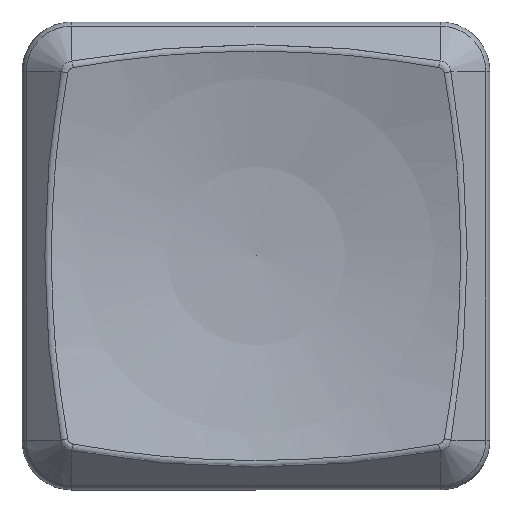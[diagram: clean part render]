
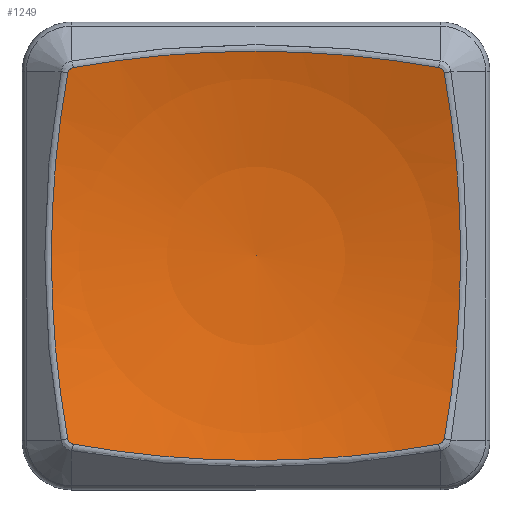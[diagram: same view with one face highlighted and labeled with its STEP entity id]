
A CAD part, top view. The second image highlights one B-rep face of the part: STEP entity #1249.
In plain terms, the highlighted spherical face has radius 30.47 mm.
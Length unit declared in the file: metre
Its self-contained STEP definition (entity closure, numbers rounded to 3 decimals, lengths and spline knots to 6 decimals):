
#24=SPHERICAL_SURFACE('',#1349,0.03047);
#29=B_SPLINE_CURVE_WITH_KNOTS('',3,(#2057,#2058,#2059,#2060),
 .UNSPECIFIED.,.F.,.F.,(4,4),(0.,0.000293),
 .UNSPECIFIED.);
#30=B_SPLINE_CURVE_WITH_KNOTS('',3,(#2064,#2065,#2066,#2067),
 .UNSPECIFIED.,.F.,.F.,(4,4),(0.,0.000293),
 .UNSPECIFIED.);
#31=B_SPLINE_CURVE_WITH_KNOTS('',3,(#2071,#2072,#2073,#2074),
 .UNSPECIFIED.,.F.,.F.,(4,4),(0.,0.000293),
 .UNSPECIFIED.);
#32=B_SPLINE_CURVE_WITH_KNOTS('',3,(#2078,#2079,#2080,#2081),
 .UNSPECIFIED.,.F.,.F.,(4,4),(0.,0.000293),
 .UNSPECIFIED.);
#61=CIRCLE('',#1350,0.026034);
#62=CIRCLE('',#1351,0.026034);
#63=CIRCLE('',#1352,0.026034);
#64=CIRCLE('',#1353,0.026034);
#369=ORIENTED_EDGE('',*,*,#597,.T.);
#370=ORIENTED_EDGE('',*,*,#598,.T.);
#371=ORIENTED_EDGE('',*,*,#599,.T.);
#372=ORIENTED_EDGE('',*,*,#600,.T.);
#373=ORIENTED_EDGE('',*,*,#601,.T.);
#374=ORIENTED_EDGE('',*,*,#602,.T.);
#375=ORIENTED_EDGE('',*,*,#603,.T.);
#376=ORIENTED_EDGE('',*,*,#604,.T.);
#597=EDGE_CURVE('',#725,#726,#61,.T.);
#598=EDGE_CURVE('',#726,#727,#29,.T.);
#599=EDGE_CURVE('',#727,#728,#62,.T.);
#600=EDGE_CURVE('',#728,#729,#30,.T.);
#601=EDGE_CURVE('',#729,#730,#63,.T.);
#602=EDGE_CURVE('',#730,#731,#31,.T.);
#603=EDGE_CURVE('',#731,#732,#64,.T.);
#604=EDGE_CURVE('',#732,#725,#32,.T.);
#725=VERTEX_POINT('',#2055);
#726=VERTEX_POINT('',#2056);
#727=VERTEX_POINT('',#2061);
#728=VERTEX_POINT('',#2063);
#729=VERTEX_POINT('',#2068);
#730=VERTEX_POINT('',#2070);
#731=VERTEX_POINT('',#2075);
#732=VERTEX_POINT('',#2077);
#1060=EDGE_LOOP('',(#369,#370,#371,#372,#373,#374,#375,#376));
#1132=FACE_BOUND('',#1060,.T.);
#1249=ADVANCED_FACE('',(#1132),#24,.F.);
#1349=AXIS2_PLACEMENT_3D('',#2053,#1660,#1661);
#1350=AXIS2_PLACEMENT_3D('',#2054,#1662,#1663);
#1351=AXIS2_PLACEMENT_3D('',#2062,#1664,#1665);
#1352=AXIS2_PLACEMENT_3D('',#2069,#1666,#1667);
#1353=AXIS2_PLACEMENT_3D('',#2076,#1668,#1669);
#1660=DIRECTION('',(0.,0.,-1.));
#1661=DIRECTION('',(-0.707,0.707,0.));
#1662=DIRECTION('',(0.,0.707,0.707));
#1663=DIRECTION('',(0.,-0.707,0.707));
#1664=DIRECTION('',(-0.707,0.,0.707));
#1665=DIRECTION('',(0.707,0.,0.707));
#1666=DIRECTION('',(0.,-0.707,0.707));
#1667=DIRECTION('',(0.,-0.707,-0.707));
#1668=DIRECTION('',(0.707,0.,0.707));
#1669=DIRECTION('',(0.707,0.,-0.707));
#2053=CARTESIAN_POINT('',(0.004756,0.006267,0.045138));
#2054=CARTESIAN_POINT('',(0.004756,-0.004928,0.033944));
#2055=CARTESIAN_POINT('',(0.011203,0.012907,0.016109));
#2056=CARTESIAN_POINT('',(-0.001691,0.012907,0.016109));
#2057=CARTESIAN_POINT('',(-0.001691,0.012907,0.016109));
#2058=CARTESIAN_POINT('',(-0.001786,0.01289,0.016126));
#2059=CARTESIAN_POINT('',(-0.001867,0.012809,0.016126));
#2060=CARTESIAN_POINT('',(-0.001884,0.012714,0.016109));
#2061=CARTESIAN_POINT('',(-0.001884,0.012714,0.016109));
#2062=CARTESIAN_POINT('',(0.015951,0.006267,0.033944));
#2063=CARTESIAN_POINT('',(-0.001884,-0.00018,0.016109));
#2064=CARTESIAN_POINT('',(-0.001884,-0.00018,0.016109));
#2065=CARTESIAN_POINT('',(-0.001867,-0.000276,0.016126));
#2066=CARTESIAN_POINT('',(-0.001786,-0.000356,0.016126));
#2067=CARTESIAN_POINT('',(-0.001691,-0.000374,0.016109));
#2068=CARTESIAN_POINT('',(-0.001691,-0.000374,0.016109));
#2069=CARTESIAN_POINT('',(0.004756,0.017462,0.033944));
#2070=CARTESIAN_POINT('',(0.011203,-0.000374,0.016109));
#2071=CARTESIAN_POINT('',(0.011203,-0.000374,0.016109));
#2072=CARTESIAN_POINT('',(0.011299,-0.000356,0.016126));
#2073=CARTESIAN_POINT('',(0.011379,-0.000276,0.016126));
#2074=CARTESIAN_POINT('',(0.011397,-0.00018,0.016109));
#2075=CARTESIAN_POINT('',(0.011397,-0.00018,0.016109));
#2076=CARTESIAN_POINT('',(-0.006438,0.006267,0.033944));
#2077=CARTESIAN_POINT('',(0.011397,0.012714,0.016109));
#2078=CARTESIAN_POINT('',(0.011397,0.012714,0.016109));
#2079=CARTESIAN_POINT('',(0.011379,0.012809,0.016126));
#2080=CARTESIAN_POINT('',(0.011299,0.01289,0.016126));
#2081=CARTESIAN_POINT('',(0.011203,0.012907,0.016109));
